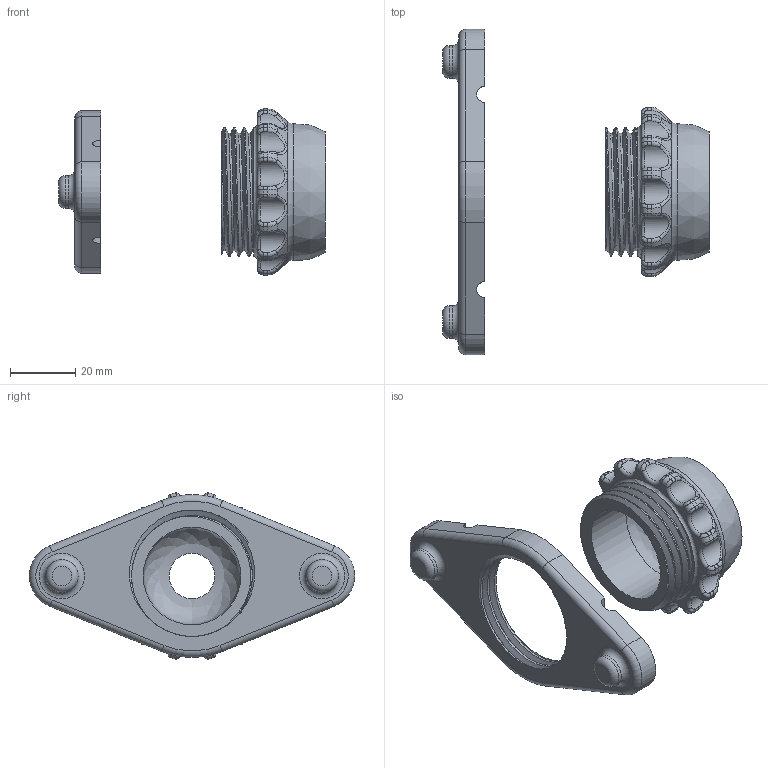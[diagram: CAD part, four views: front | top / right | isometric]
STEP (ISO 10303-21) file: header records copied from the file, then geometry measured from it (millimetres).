
FILE_DESCRIPTION(/* description */ (''),/* implementation_level */ '2;1');
FILE_NAME(/* name */ 'Socle_noix v3.step',/* time_stamp */ '2020-06-01T11:50:43+02:00',/* author */ (''),/* organization */ (''),/* preprocessor_version */ 'ST-DEVELOPER v18.1',/* originating_system */ 'Autodesk Translation Framework v9.3.0.1241',/* authorisation */ '');
FILE_SCHEMA (('AUTOMOTIVE_DESIGN { 1 0 10303 214 3 1 1 }'));
Length unit declared in the file: millimetre
Products named in the file (1): Socle_noix
Bounding box: 82 x 100 x 51.08 mm (x, y, z)
Volume: 44388.5 mm3; surface area: 17988.1 mm2
Topology: 2 solids, 2 shells, 230 faces, 546 edges, 323 vertices
Faces by surface type: cylinder 87, bspline 76, torus 52, plane 14, cone 1
Full cylindrical faces by diameter (mm): 10 x2, 14 x1, 30 x1, 36.18 x2, 37.152 x2, 39.614 x3, 40.499 x2
Entity records: 11613 total; most frequent: CARTESIAN_POINT 6676, ORIENTED_EDGE 1092, DIRECTION 938, EDGE_CURVE 546, AXIS2_PLACEMENT_3D 418, VERTEX_POINT 323, CIRCLE 259, EDGE_LOOP 237
